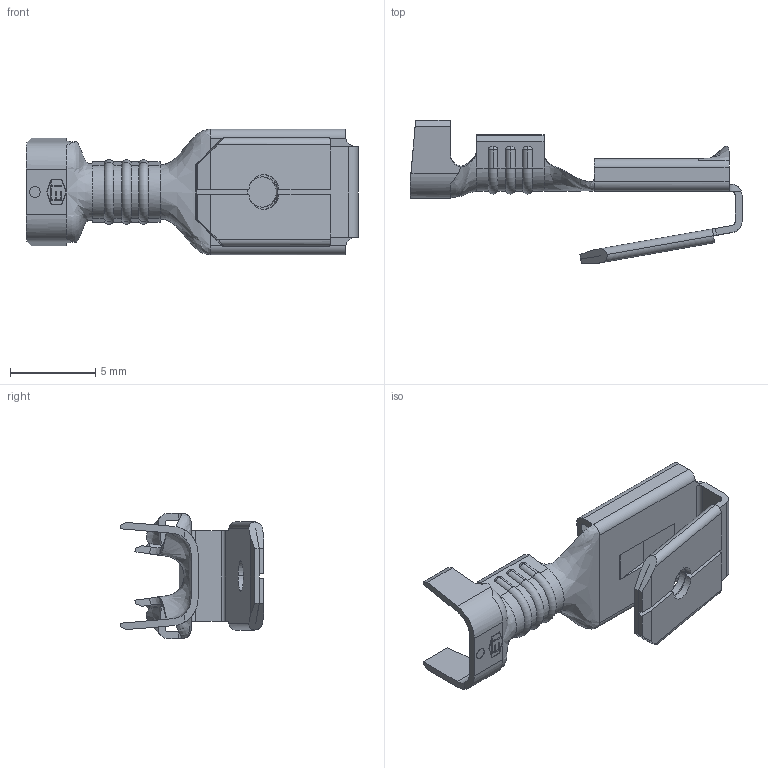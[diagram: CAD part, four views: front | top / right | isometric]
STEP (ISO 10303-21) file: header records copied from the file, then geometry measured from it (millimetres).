
FILE_DESCRIPTION (( 'STEP AP203' ), '1' );
FILE_NAME ('07619.STEP', '2015-01-29T13:15:07', ( '' ), ( '' ), 'SwSTEP 2.0', 'SolidWorks 2014', '' );
FILE_SCHEMA (( 'CONFIG_CONTROL_DESIGN' ));
Length unit declared in the file: inch
Products named in the file (1): 07619
Bounding box: 19.51 x 8.44 x 7.37 mm (x, y, z)
Volume: 122.5 mm3; surface area: 638.2 mm2
Topology: 1 solids, 1 shells, 238 faces, 656 edges, 425 vertices
Faces by surface type: plane 140, cylinder 53, bspline 24, torus 15, cone 6
Entity records: 8913 total; most frequent: CARTESIAN_POINT 2989, ORIENTED_EDGE 1312, DIRECTION 1084, EDGE_CURVE 656, VECTOR 436, LINE 436, VERTEX_POINT 425, AXIS2_PLACEMENT_3D 324
